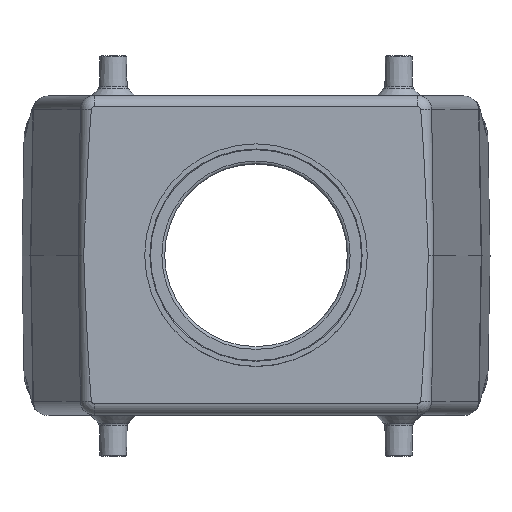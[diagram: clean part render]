
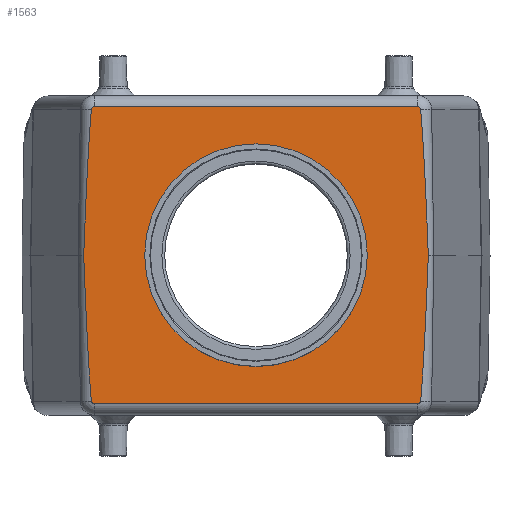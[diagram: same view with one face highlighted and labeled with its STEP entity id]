
A CAD part, top view. The second image highlights one B-rep face of the part: STEP entity #1563.
In plain terms, the highlighted planar face has unit normal (0, 0, 1).
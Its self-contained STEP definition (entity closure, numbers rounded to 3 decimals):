
#1563=ADVANCED_FACE('',(#2316,#2317),#2119,.F.);
#2119=PLANE('',#11892);
#2316=FACE_BOUND('',#2463,.T.);
#2317=FACE_BOUND('',#2464,.T.);
#2463=EDGE_LOOP('',(#3653));
#2464=EDGE_LOOP('',(#3654,#3655,#3656,#3657,#3658,#3659,#3660,#3661,#3662,
#3663));
#3090=CIRCLE('',#11883,19.5);
#3091=CIRCLE('',#11884,0.519);
#3092=CIRCLE('',#11885,0.519);
#3093=CIRCLE('',#11888,0.519);
#3094=CIRCLE('',#11889,0.519);
#3389=ELLIPSE('',#11886,143.262,2.5);
#3390=ELLIPSE('',#11887,143.262,2.5);
#3391=ELLIPSE('',#11890,143.262,2.5);
#3392=ELLIPSE('',#11891,143.262,2.5);
#3653=ORIENTED_EDGE('',*,*,#6970,.F.);
#3654=ORIENTED_EDGE('',*,*,#6971,.T.);
#3655=ORIENTED_EDGE('',*,*,#6972,.T.);
#3656=ORIENTED_EDGE('',*,*,#6973,.T.);
#3657=ORIENTED_EDGE('',*,*,#6974,.T.);
#3658=ORIENTED_EDGE('',*,*,#6975,.T.);
#3659=ORIENTED_EDGE('',*,*,#6976,.T.);
#3660=ORIENTED_EDGE('',*,*,#6977,.T.);
#3661=ORIENTED_EDGE('',*,*,#6978,.T.);
#3662=ORIENTED_EDGE('',*,*,#6979,.T.);
#3663=ORIENTED_EDGE('',*,*,#6980,.T.);
#6181=VERTEX_POINT('',#17169);
#6182=VERTEX_POINT('',#17171);
#6183=VERTEX_POINT('',#17172);
#6184=VERTEX_POINT('',#17174);
#6185=VERTEX_POINT('',#17176);
#6186=VERTEX_POINT('',#17178);
#6187=VERTEX_POINT('',#17180);
#6188=VERTEX_POINT('',#17182);
#6189=VERTEX_POINT('',#17184);
#6190=VERTEX_POINT('',#17186);
#6191=VERTEX_POINT('',#17188);
#6970=EDGE_CURVE('',#6181,#6181,#3090,.T.);
#6971=EDGE_CURVE('',#6182,#6183,#3091,.T.);
#6972=EDGE_CURVE('',#6183,#6184,#9645,.T.);
#6973=EDGE_CURVE('',#6184,#6185,#3092,.T.);
#6974=EDGE_CURVE('',#6185,#6186,#3389,.T.);
#6975=EDGE_CURVE('',#6186,#6187,#3390,.T.);
#6976=EDGE_CURVE('',#6187,#6188,#3093,.T.);
#6977=EDGE_CURVE('',#6188,#6189,#9646,.T.);
#6978=EDGE_CURVE('',#6189,#6190,#3094,.T.);
#6979=EDGE_CURVE('',#6190,#6191,#3391,.T.);
#6980=EDGE_CURVE('',#6191,#6182,#3392,.T.);
#9645=LINE('',#17173,#10350);
#9646=LINE('',#17183,#10351);
#10350=VECTOR('',#13009,1.);
#10351=VECTOR('',#13018,1.);
#11883=AXIS2_PLACEMENT_3D('',#17168,#13005,#13006);
#11884=AXIS2_PLACEMENT_3D('',#17170,#13007,#13008);
#11885=AXIS2_PLACEMENT_3D('',#17175,#13010,#13011);
#11886=AXIS2_PLACEMENT_3D('',#17177,#13012,#13013);
#11887=AXIS2_PLACEMENT_3D('',#17179,#13014,#13015);
#11888=AXIS2_PLACEMENT_3D('',#17181,#13016,#13017);
#11889=AXIS2_PLACEMENT_3D('',#17185,#13019,#13020);
#11890=AXIS2_PLACEMENT_3D('',#17187,#13021,#13022);
#11891=AXIS2_PLACEMENT_3D('',#17189,#13023,#13024);
#11892=AXIS2_PLACEMENT_3D('',#17190,#13025,#13026);
#13005=DIRECTION('',(0.,0.,1.));
#13006=DIRECTION('',(0.,-1.,0.));
#13007=DIRECTION('',(0.,0.,1.));
#13008=DIRECTION('',(-1.,0.,0.));
#13009=DIRECTION('',(-1.,0.,0.));
#13010=DIRECTION('',(0.,0.,1.));
#13011=DIRECTION('',(-1.,0.,0.));
#13012=DIRECTION('',(0.,0.,1.));
#13013=DIRECTION('',(0.014,1.,0.));
#13014=DIRECTION('',(0.,0.,1.));
#13015=DIRECTION('',(-0.014,1.,0.));
#13016=DIRECTION('',(0.,0.,1.));
#13017=DIRECTION('',(-1.,0.,0.));
#13018=DIRECTION('',(1.,0.,0.));
#13019=DIRECTION('',(0.,0.,1.));
#13020=DIRECTION('',(-1.,0.,0.));
#13021=DIRECTION('',(0.,0.,1.));
#13022=DIRECTION('',(0.014,1.,0.));
#13023=DIRECTION('',(0.,0.,1.));
#13024=DIRECTION('',(-0.014,1.,0.));
#13025=DIRECTION('',(0.,0.,-1.));
#13026=DIRECTION('',(-1.,0.,0.));
#17168=CARTESIAN_POINT('',(0.,0.,67.75));
#17169=CARTESIAN_POINT('',(0.,-19.5,67.75));
#17170=CARTESIAN_POINT('',(28.325,25.5,67.75));
#17171=CARTESIAN_POINT('',(28.842,25.55,67.75));
#17172=CARTESIAN_POINT('',(28.325,26.019,67.75));
#17173=CARTESIAN_POINT('',(30.753,26.019,67.75));
#17174=CARTESIAN_POINT('',(-28.325,26.019,67.75));
#17175=CARTESIAN_POINT('',(-28.325,25.5,67.75));
#17176=CARTESIAN_POINT('',(-28.842,25.55,67.75));
#17177=CARTESIAN_POINT('',(-30.341,-114.602,67.75));
#17178=CARTESIAN_POINT('',(-30.192,0.,67.75));
#17179=CARTESIAN_POINT('',(-30.341,114.602,67.75));
#17180=CARTESIAN_POINT('',(-28.842,-25.55,67.75));
#17181=CARTESIAN_POINT('',(-28.325,-25.5,67.75));
#17182=CARTESIAN_POINT('',(-28.325,-26.019,67.75));
#17183=CARTESIAN_POINT('',(0.,-26.019,67.75));
#17184=CARTESIAN_POINT('',(28.325,-26.019,67.75));
#17185=CARTESIAN_POINT('',(28.325,-25.5,67.75));
#17186=CARTESIAN_POINT('',(28.842,-25.55,67.75));
#17187=CARTESIAN_POINT('',(30.341,114.602,67.75));
#17188=CARTESIAN_POINT('',(30.192,0.,67.75));
#17189=CARTESIAN_POINT('',(30.341,-114.602,67.75));
#17190=CARTESIAN_POINT('',(0.,0.,67.75));
